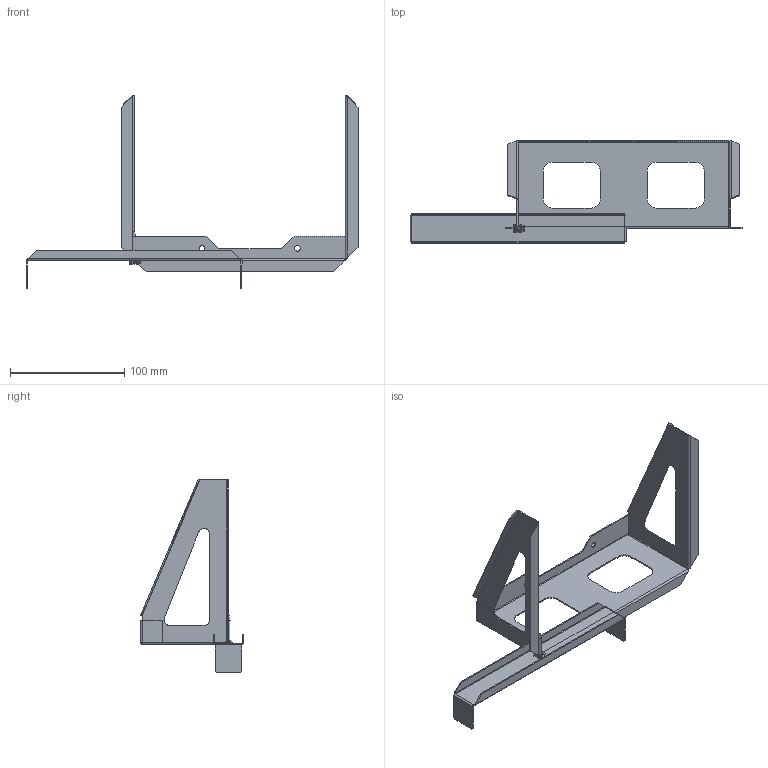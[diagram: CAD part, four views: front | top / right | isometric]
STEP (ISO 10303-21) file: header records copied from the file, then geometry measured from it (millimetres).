
FILE_DESCRIPTION(/* description */ ('Alibre Inc.'),/* implementation_level */ '2;1');
FILE_NAME(/* name */ 'export0',/* time_stamp */ '2008-09-08T09:35:43+02:00',/* author */ (''),/* organization */ (''),/* preprocessor_version */ 'ST-DEVELOPER v10',/* originating_system */ 'Alibre',/* authorisation */ '');
FILE_SCHEMA (('ALIBRE_SCHEMA','CONFIG_CONTROL_DESIGN'));
Length unit declared in the file: centimetre
Products named in the file (6): ID_1
Bounding box: 290.5 x 90 x 169.55 mm (x, y, z)
Volume: 40885.3 mm3; surface area: 84313.5 mm2
Topology: 5 solids, 5 shells, 432 faces, 1171 edges, 756 vertices
Faces by surface type: cylinder 198, plane 185, cone 44, torus 5
Full cylindrical faces by diameter (mm): 2.459 x2, 3 x1, 4 x1, 4.9 x2, 4.94 x1, 5 x2, 5.13 x1, 5.74 x1, 7 x1
Entity records: 35630 total; most frequent: CARTESIAN_POINT 8274, PERSISTANTTOPOLOGYATTRIBUTE 3798, DIRECTION 2435, ORIENTED_EDGE 2290, REFERENCEDEPENDENTUV 1774, CONSTRAINTPAIRUV 1567, VECTOR 1170, EDGE_CURVE 1145
